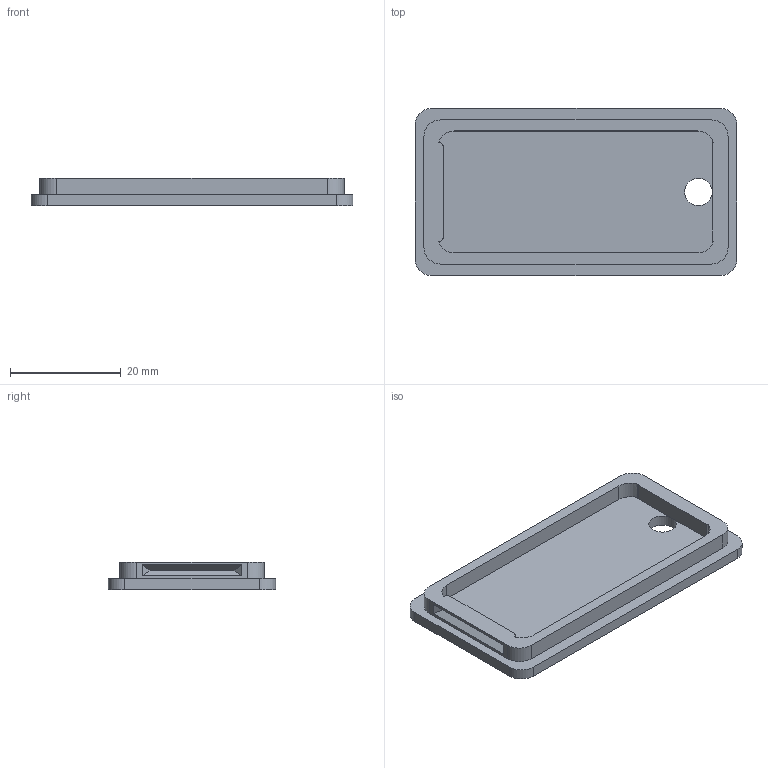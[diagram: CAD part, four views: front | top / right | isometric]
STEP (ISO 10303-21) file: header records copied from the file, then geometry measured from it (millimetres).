
FILE_DESCRIPTION(/* description */ (''),/* implementation_level */ '2;1');
FILE_NAME(/* name */ 'FAIO_Multiplexer_Body_Top.step',/* time_stamp */ '2020-11-28T19:40:33-08:00',/* author */ (''),/* organization */ (''),/* preprocessor_version */ 'ST-DEVELOPER v18.1',/* originating_system */ 'Autodesk Translation Framework v9.3.0.1241',/* authorisation */ '');
FILE_SCHEMA (('AUTOMOTIVE_DESIGN { 1 0 10303 214 3 1 1 }'));
Length unit declared in the file: millimetre
Products named in the file (1): FAIO_Multiplexer_Body_Top
Bounding box: 58.2 x 30.26 x 5 mm (x, y, z)
Volume: 4385.9 mm3; surface area: 5052.5 mm2
Topology: 1 solids, 1 shells, 273 faces, 738 edges, 492 vertices
Faces by surface type: plane 152, bspline 104, cylinder 17
Full cylindrical faces by diameter (mm): 5 x1
Entity records: 9514 total; most frequent: CARTESIAN_POINT 3272, ORIENTED_EDGE 1476, DIRECTION 908, EDGE_CURVE 738, LINE 492, VECTOR 492, VERTEX_POINT 492, EDGE_LOOP 300
